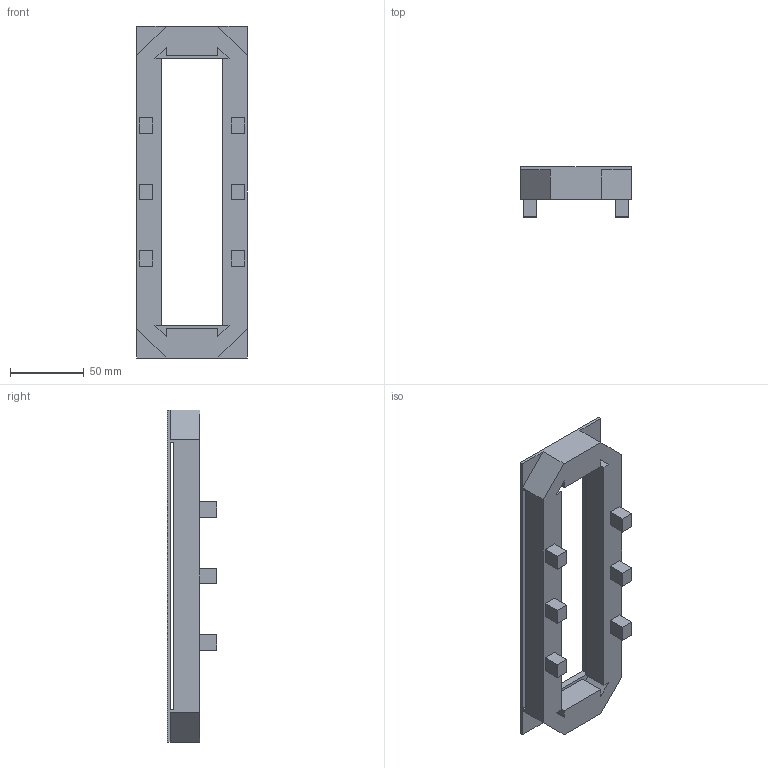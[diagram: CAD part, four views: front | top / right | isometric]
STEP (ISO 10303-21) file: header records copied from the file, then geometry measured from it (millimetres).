
FILE_DESCRIPTION((''),'2;1');
FILE_NAME('GTVR400','2025-07-08T16:55:28',('goergem'),(''),'CREO PARAMETRIC BY PTC INC, 2022281','CREO PARAMETRIC BY PTC INC, 2022281','');
FILE_SCHEMA(('AUTOMOTIVE_DESIGN { 1 0 10303 214 1 1 1 1 }'));
Length unit declared in the file: millimetre
Products named in the file (1): GTVR400
Bounding box: 75 x 33.7 x 225 mm (x, y, z)
Volume: 177468.2 mm3; surface area: 54228 mm2
Topology: 1 solids, 1 shells, 73 faces, 190 edges, 122 vertices
Faces by surface type: plane 73
Entity records: 6122 total; most frequent: CARTESIAN_POINT 2183, POLYLINE 840, DIRECTION 520, ORIENTED_EDGE 380, COLOUR_RGB 222, VECTOR 193, LINE 193, EDGE_CURVE 190
